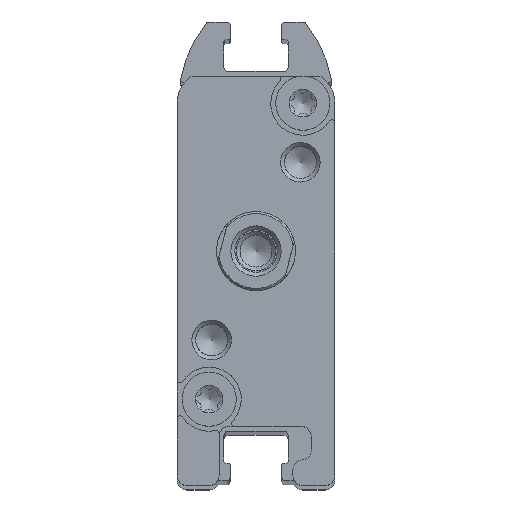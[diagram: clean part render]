
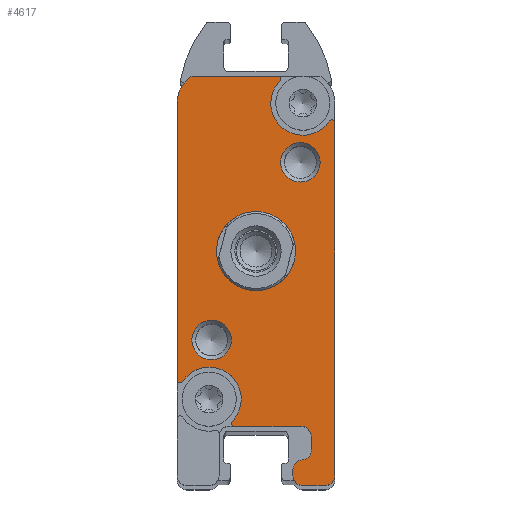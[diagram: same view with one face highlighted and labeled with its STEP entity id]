
A CAD part, top view. The second image highlights one B-rep face of the part: STEP entity #4617.
In plain terms, the highlighted planar face has unit normal (0, 0, 1).
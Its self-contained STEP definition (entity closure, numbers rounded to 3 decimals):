
#57=PLANE('',#4991);
#184=CIRCLE('',#4992,4.);
#185=CIRCLE('',#4993,2.);
#186=CIRCLE('',#4994,2.);
#187=CIRCLE('',#4995,3.25);
#188=CIRCLE('',#4996,0.3);
#189=CIRCLE('',#4997,1.);
#190=CIRCLE('',#4998,1.);
#191=CIRCLE('',#4999,1.);
#192=CIRCLE('',#5000,1.);
#193=CIRCLE('',#5001,1.);
#194=CIRCLE('',#5002,0.3);
#195=CIRCLE('',#5003,3.25);
#196=CIRCLE('',#5004,0.3);
#197=CIRCLE('',#5005,3.25);
#198=CIRCLE('',#5006,0.3);
#515=LINE('',#7689,#799);
#516=LINE('',#7693,#800);
#517=LINE('',#7699,#801);
#518=LINE('',#7703,#802);
#519=LINE('',#7707,#803);
#520=LINE('',#7715,#804);
#521=LINE('',#7719,#805);
#799=VECTOR('',#5726,1000.);
#800=VECTOR('',#5729,1000.);
#801=VECTOR('',#5734,1000.);
#802=VECTOR('',#5737,1000.);
#803=VECTOR('',#5740,1000.);
#804=VECTOR('',#5747,1000.);
#805=VECTOR('',#5750,1000.);
#1358=ORIENTED_EDGE('',*,*,#2592,.T.);
#1359=ORIENTED_EDGE('',*,*,#2593,.T.);
#1360=ORIENTED_EDGE('',*,*,#2594,.T.);
#1361=ORIENTED_EDGE('',*,*,#2595,.F.);
#1362=ORIENTED_EDGE('',*,*,#2596,.T.);
#1363=ORIENTED_EDGE('',*,*,#2597,.T.);
#1364=ORIENTED_EDGE('',*,*,#2598,.F.);
#1365=ORIENTED_EDGE('',*,*,#2599,.T.);
#1366=ORIENTED_EDGE('',*,*,#2600,.F.);
#1367=ORIENTED_EDGE('',*,*,#2601,.T.);
#1368=ORIENTED_EDGE('',*,*,#2602,.T.);
#1369=ORIENTED_EDGE('',*,*,#2603,.T.);
#1370=ORIENTED_EDGE('',*,*,#2604,.T.);
#1371=ORIENTED_EDGE('',*,*,#2605,.T.);
#1372=ORIENTED_EDGE('',*,*,#2606,.T.);
#1373=ORIENTED_EDGE('',*,*,#2607,.T.);
#1374=ORIENTED_EDGE('',*,*,#2608,.F.);
#1375=ORIENTED_EDGE('',*,*,#2609,.T.);
#1376=ORIENTED_EDGE('',*,*,#2610,.T.);
#1377=ORIENTED_EDGE('',*,*,#2611,.T.);
#1378=ORIENTED_EDGE('',*,*,#2612,.T.);
#1379=ORIENTED_EDGE('',*,*,#2613,.T.);
#2592=EDGE_CURVE('',#3195,#3195,#184,.T.);
#2593=EDGE_CURVE('',#3196,#3196,#185,.T.);
#2594=EDGE_CURVE('',#3197,#3197,#186,.T.);
#2595=EDGE_CURVE('',#3198,#3199,#187,.T.);
#2596=EDGE_CURVE('',#3198,#3200,#188,.T.);
#2597=EDGE_CURVE('',#3200,#3201,#515,.T.);
#2598=EDGE_CURVE('',#3202,#3201,#189,.T.);
#2599=EDGE_CURVE('',#3202,#3203,#516,.T.);
#2600=EDGE_CURVE('',#3204,#3203,#190,.T.);
#2601=EDGE_CURVE('',#3204,#3205,#191,.T.);
#2602=EDGE_CURVE('',#3205,#3206,#517,.T.);
#2603=EDGE_CURVE('',#3206,#3207,#192,.T.);
#2604=EDGE_CURVE('',#3207,#3208,#518,.T.);
#2605=EDGE_CURVE('',#3208,#3209,#193,.T.);
#2606=EDGE_CURVE('',#3209,#3210,#519,.T.);
#2607=EDGE_CURVE('',#3210,#3211,#194,.T.);
#2608=EDGE_CURVE('',#3212,#3211,#195,.T.);
#2609=EDGE_CURVE('',#3212,#3213,#196,.T.);
#2610=EDGE_CURVE('',#3213,#3214,#520,.T.);
#2611=EDGE_CURVE('',#3214,#3215,#197,.T.);
#2612=EDGE_CURVE('',#3215,#3216,#521,.T.);
#2613=EDGE_CURVE('',#3216,#3199,#198,.T.);
#3195=VERTEX_POINT('',#7679);
#3196=VERTEX_POINT('',#7681);
#3197=VERTEX_POINT('',#7683);
#3198=VERTEX_POINT('',#7685);
#3199=VERTEX_POINT('',#7686);
#3200=VERTEX_POINT('',#7688);
#3201=VERTEX_POINT('',#7690);
#3202=VERTEX_POINT('',#7692);
#3203=VERTEX_POINT('',#7694);
#3204=VERTEX_POINT('',#7696);
#3205=VERTEX_POINT('',#7698);
#3206=VERTEX_POINT('',#7700);
#3207=VERTEX_POINT('',#7702);
#3208=VERTEX_POINT('',#7704);
#3209=VERTEX_POINT('',#7706);
#3210=VERTEX_POINT('',#7708);
#3211=VERTEX_POINT('',#7710);
#3212=VERTEX_POINT('',#7712);
#3213=VERTEX_POINT('',#7714);
#3214=VERTEX_POINT('',#7716);
#3215=VERTEX_POINT('',#7718);
#3216=VERTEX_POINT('',#7720);
#3718=EDGE_LOOP('',(#1358));
#3719=EDGE_LOOP('',(#1359));
#3720=EDGE_LOOP('',(#1360));
#3721=EDGE_LOOP('',(#1361,#1362,#1363,#1364,#1365,#1366,#1367,#1368,#1369,
#1370,#1371,#1372,#1373,#1374,#1375,#1376,#1377,#1378,#1379));
#4094=FACE_BOUND('',#3718,.T.);
#4095=FACE_BOUND('',#3719,.T.);
#4096=FACE_BOUND('',#3720,.T.);
#4097=FACE_BOUND('',#3721,.T.);
#4617=ADVANCED_FACE('',(#4094,#4095,#4096,#4097),#57,.T.);
#4991=AXIS2_PLACEMENT_3D('',#7677,#5714,#5715);
#4992=AXIS2_PLACEMENT_3D('',#7678,#5716,#5717);
#4993=AXIS2_PLACEMENT_3D('',#7680,#5718,#5719);
#4994=AXIS2_PLACEMENT_3D('',#7682,#5720,#5721);
#4995=AXIS2_PLACEMENT_3D('',#7684,#5722,#5723);
#4996=AXIS2_PLACEMENT_3D('',#7687,#5724,#5725);
#4997=AXIS2_PLACEMENT_3D('',#7691,#5727,#5728);
#4998=AXIS2_PLACEMENT_3D('',#7695,#5730,#5731);
#4999=AXIS2_PLACEMENT_3D('',#7697,#5732,#5733);
#5000=AXIS2_PLACEMENT_3D('',#7701,#5735,#5736);
#5001=AXIS2_PLACEMENT_3D('',#7705,#5738,#5739);
#5002=AXIS2_PLACEMENT_3D('',#7709,#5741,#5742);
#5003=AXIS2_PLACEMENT_3D('',#7711,#5743,#5744);
#5004=AXIS2_PLACEMENT_3D('',#7713,#5745,#5746);
#5005=AXIS2_PLACEMENT_3D('',#7717,#5748,#5749);
#5006=AXIS2_PLACEMENT_3D('',#7721,#5751,#5752);
#5714=DIRECTION('',(0.,0.,1.));
#5715=DIRECTION('',(1.,0.,0.));
#5716=DIRECTION('',(0.,0.,-1.));
#5717=DIRECTION('',(-1.,0.,0.));
#5718=DIRECTION('',(0.,0.,-1.));
#5719=DIRECTION('',(-1.,0.,0.));
#5720=DIRECTION('',(0.,0.,-1.));
#5721=DIRECTION('',(-1.,0.,0.));
#5722=DIRECTION('',(0.,0.,1.));
#5723=DIRECTION('',(1.,0.,0.));
#5724=DIRECTION('',(0.,0.,1.));
#5725=DIRECTION('',(1.,0.,0.));
#5726=DIRECTION('',(1.,0.,0.));
#5727=DIRECTION('',(0.,0.,1.));
#5728=DIRECTION('',(1.,0.,0.));
#5729=DIRECTION('',(0.,-1.,0.));
#5730=DIRECTION('',(0.,0.,1.));
#5731=DIRECTION('',(1.,0.,0.));
#5732=DIRECTION('',(0.,0.,1.));
#5733=DIRECTION('',(1.,0.,0.));
#5734=DIRECTION('',(0.,-1.,0.));
#5735=DIRECTION('',(0.,0.,1.));
#5736=DIRECTION('',(1.,0.,0.));
#5737=DIRECTION('',(1.,0.,0.));
#5738=DIRECTION('',(0.,0.,1.));
#5739=DIRECTION('',(1.,0.,0.));
#5740=DIRECTION('',(0.,1.,0.));
#5741=DIRECTION('',(0.,0.,1.));
#5742=DIRECTION('',(1.,0.,0.));
#5743=DIRECTION('',(0.,0.,1.));
#5744=DIRECTION('',(1.,0.,0.));
#5745=DIRECTION('',(0.,0.,1.));
#5746=DIRECTION('',(1.,0.,0.));
#5747=DIRECTION('',(-1.,0.,0.));
#5748=DIRECTION('',(0.,0.,1.));
#5749=DIRECTION('',(1.,0.,0.));
#5750=DIRECTION('',(0.,-1.,0.));
#5751=DIRECTION('',(0.,0.,1.));
#5752=DIRECTION('',(1.,0.,0.));
#7677=CARTESIAN_POINT('',(-7.,-22.75,0.));
#7678=CARTESIAN_POINT('',(0.,0.,0.));
#7679=CARTESIAN_POINT('',(-4.,0.,0.));
#7680=CARTESIAN_POINT('',(-4.5,-9.,0.));
#7681=CARTESIAN_POINT('',(-6.5,-9.,0.));
#7682=CARTESIAN_POINT('',(4.5,9.,0.));
#7683=CARTESIAN_POINT('',(2.5,9.,0.));
#7684=CARTESIAN_POINT('',(-4.75,-15.,0.));
#7685=CARTESIAN_POINT('',(-2.398,-17.243,0.));
#7686=CARTESIAN_POINT('',(-7.451,-13.192,0.));
#7687=CARTESIAN_POINT('',(-2.181,-17.45,0.));
#7688=CARTESIAN_POINT('',(-2.181,-17.75,0.));
#7689=CARTESIAN_POINT('',(-2.75,-17.75,0.));
#7690=CARTESIAN_POINT('',(4.6,-17.75,0.));
#7691=CARTESIAN_POINT('',(4.6,-18.75,0.));
#7692=CARTESIAN_POINT('',(5.6,-18.75,0.));
#7693=CARTESIAN_POINT('',(5.6,-18.75,0.));
#7694=CARTESIAN_POINT('',(5.6,-20.15,0.));
#7695=CARTESIAN_POINT('',(4.6,-20.15,0.));
#7696=CARTESIAN_POINT('',(4.675,-21.147,0.));
#7697=CARTESIAN_POINT('',(4.75,-22.144,0.));
#7698=CARTESIAN_POINT('',(3.75,-22.144,0.));
#7699=CARTESIAN_POINT('',(3.75,-22.144,0.));
#7700=CARTESIAN_POINT('',(3.75,-22.75,0.));
#7701=CARTESIAN_POINT('',(4.75,-22.75,0.));
#7702=CARTESIAN_POINT('',(4.75,-23.75,0.));
#7703=CARTESIAN_POINT('',(4.75,-23.75,0.));
#7704=CARTESIAN_POINT('',(7.,-23.75,0.));
#7705=CARTESIAN_POINT('',(7.,-22.75,0.));
#7706=CARTESIAN_POINT('',(8.,-22.75,0.));
#7707=CARTESIAN_POINT('',(8.,-22.75,0.));
#7708=CARTESIAN_POINT('',(8.,13.025,0.));
#7709=CARTESIAN_POINT('',(7.7,13.025,0.));
#7710=CARTESIAN_POINT('',(7.451,13.192,0.));
#7711=CARTESIAN_POINT('',(4.75,15.,0.));
#7712=CARTESIAN_POINT('',(2.398,17.243,0.));
#7713=CARTESIAN_POINT('',(2.181,17.45,0.));
#7714=CARTESIAN_POINT('',(2.181,17.75,0.));
#7715=CARTESIAN_POINT('',(6.482,17.75,0.));
#7716=CARTESIAN_POINT('',(-6.482,17.75,0.));
#7717=CARTESIAN_POINT('',(-4.75,15.,0.));
#7718=CARTESIAN_POINT('',(-8.,15.,0.));
#7719=CARTESIAN_POINT('',(-8.,15.,0.));
#7720=CARTESIAN_POINT('',(-8.,-13.025,0.));
#7721=CARTESIAN_POINT('',(-7.7,-13.025,0.));
